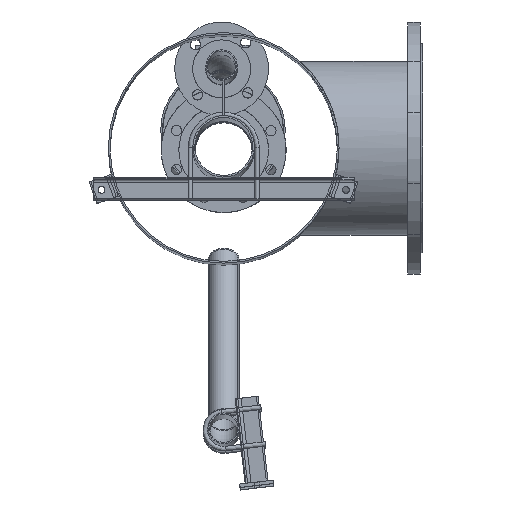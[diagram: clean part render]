
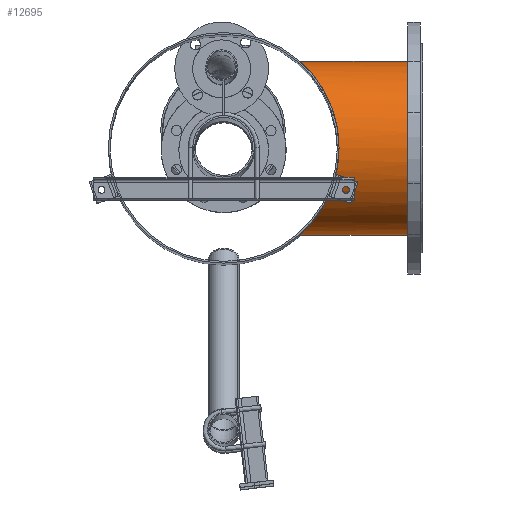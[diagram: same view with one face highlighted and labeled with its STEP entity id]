
A CAD part, top view. The second image highlights one B-rep face of the part: STEP entity #12695.
In plain terms, the highlighted cylindrical face has radius 153 mm (diameter 306 mm), a full revolution.
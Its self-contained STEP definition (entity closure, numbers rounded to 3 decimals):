
#1105=CIRCLE('',#13911,153.);
#2244=ORIENTED_EDGE('',*,*,#4964,.T.);
#2245=ORIENTED_EDGE('',*,*,#4965,.T.);
#4964=EDGE_CURVE('',#6327,#6327,#1105,.T.);
#4965=EDGE_CURVE('',#6328,#6328,#7602,.T.);
#6327=VERTEX_POINT('',#20494);
#6328=VERTEX_POINT('',#20576);
#7602=B_SPLINE_CURVE_WITH_KNOTS('',3,(#20495,#20496,#20497,#20498,#20499,
#20500,#20501,#20502,#20503,#20504,#20505,#20506,#20507,#20508,#20509,#20510,
#20511,#20512,#20513,#20514,#20515,#20516,#20517,#20518,#20519,#20520,#20521,
#20522,#20523,#20524,#20525,#20526,#20527,#20528,#20529,#20530,#20531,#20532,
#20533,#20534,#20535,#20536,#20537,#20538,#20539,#20540,#20541,#20542,#20543,
#20544,#20545,#20546,#20547,#20548,#20549,#20550,#20551,#20552,#20553,#20554,
#20555,#20556,#20557,#20558,#20559,#20560,#20561,#20562,#20563,#20564,#20565,
#20566,#20567,#20568,#20569,#20570,#20571,#20572,#20573,#20574,#20575),
 .UNSPECIFIED.,.T.,.F.,(1,1,1,1,1,1,1,1,1,1,1,1,1,1,1,1,1,1,1,1,1,1,1,1,
1,1,1,1,1,1,1,1,1,1,1,1,1,1,1,1,1,1,1,1,1,1,1,1,1,1,1,1,1,1,1,1,1,1,1,1,
1,1,1,1,1,1,1,1,1,1,1,1,1,1,1,1,1,1,1,1,1,1,1,1,1),(-0.047,
-0.031,-0.016,0.,0.016,
0.031,0.039,0.047,0.063,
0.078,0.086,0.094,0.11,
0.125,0.133,0.141,0.157,
0.172,0.188,0.204,0.219,
0.227,0.235,0.243,0.25,
0.266,0.274,0.282,0.297,
0.313,0.329,0.344,0.36,
0.368,0.376,0.407,0.415,
0.423,0.438,0.454,0.462,
0.47,0.485,0.501,0.509,
0.517,0.532,0.548,0.564,
0.579,0.595,0.603,0.611,
0.626,0.642,0.657,0.673,0.689,
0.704,0.712,0.72,0.736,
0.744,0.751,0.767,0.775,
0.783,0.798,0.814,0.83,
0.845,0.861,0.877,0.892,
0.908,0.924,0.939,0.947,
0.955,0.971,0.986,1.002,1.018,
1.033,1.041),.UNSPECIFIED.);
#7624=EDGE_LOOP('',(#2244));
#7625=EDGE_LOOP('',(#2245));
#9955=FACE_BOUND('',#7624,.T.);
#9956=FACE_BOUND('',#7625,.T.);
#12276=CYLINDRICAL_SURFACE('',#13910,153.);
#12695=ADVANCED_FACE('',(#9955,#9956),#12276,.T.);
#13910=AXIS2_PLACEMENT_3D('',#20492,#15954,#15955);
#13911=AXIS2_PLACEMENT_3D('',#20493,#15956,#15957);
#15954=DIRECTION('',(-1.,0.,0.));
#15955=DIRECTION('',(0.,0.,1.));
#15956=DIRECTION('',(-1.,0.,0.));
#15957=DIRECTION('',(0.,1.,0.));
#20492=CARTESIAN_POINT('',(350.,0.,0.));
#20493=CARTESIAN_POINT('',(350.,0.,0.));
#20494=CARTESIAN_POINT('',(350.,153.,0.));
#20495=CARTESIAN_POINT('',(202.578,15.992,152.441));
#20496=CARTESIAN_POINT('',(203.209,-0.05,153.277));
#20497=CARTESIAN_POINT('',(202.585,-15.79,152.45));
#20498=CARTESIAN_POINT('',(201.09,-28.596,150.459));
#20499=CARTESIAN_POINT('',(199.334,-38.661,148.103));
#20500=CARTESIAN_POINT('',(197.2,-48.645,145.223));
#20501=CARTESIAN_POINT('',(193.937,-60.562,140.773));
#20502=CARTESIAN_POINT('',(189.99,-71.767,135.283));
#20503=CARTESIAN_POINT('',(186.47,-80.336,130.283));
#20504=CARTESIAN_POINT('',(182.723,-88.638,124.879));
#20505=CARTESIAN_POINT('',(177.761,-98.302,117.538));
#20506=CARTESIAN_POINT('',(172.507,-107.136,109.412));
#20507=CARTESIAN_POINT('',(168.19,-113.72,102.441));
#20508=CARTESIAN_POINT('',(163.812,-119.997,95.132));
#20509=CARTESIAN_POINT('',(158.388,-127.111,85.556));
#20510=CARTESIAN_POINT('',(152.095,-134.552,73.304));
#20511=CARTESIAN_POINT('',(146.209,-140.903,60.236));
#20512=CARTESIAN_POINT('',(140.948,-146.141,46.132));
#20513=CARTESIAN_POINT('',(137.504,-149.35,33.899));
#20514=CARTESIAN_POINT('',(135.448,-151.208,23.777));
#20515=CARTESIAN_POINT('',(134.293,-152.233,15.964));
#20516=CARTESIAN_POINT('',(133.585,-152.853,8.095));
#20517=CARTESIAN_POINT('',(133.259,-153.137,-2.355));
#20518=CARTESIAN_POINT('',(133.85,-152.624,-12.765));
#20519=CARTESIAN_POINT('',(135.345,-151.3,-23.19));
#20520=CARTESIAN_POINT('',(137.38,-149.464,-33.403));
#20521=CARTESIAN_POINT('',(140.796,-146.286,-45.669));
#20522=CARTESIAN_POINT('',(146.031,-141.087,-59.805));
#20523=CARTESIAN_POINT('',(151.915,-134.756,-72.932));
#20524=CARTESIAN_POINT('',(158.208,-127.334,-85.225));
#20525=CARTESIAN_POINT('',(163.642,-120.229,-94.839));
#20526=CARTESIAN_POINT('',(168.024,-113.966,-102.167));
#20527=CARTESIAN_POINT('',(174.494,-104.128,-112.633));
#20528=CARTESIAN_POINT('',(180.675,-93.117,-121.916));
#20529=CARTESIAN_POINT('',(186.268,-80.802,-129.994));
#20530=CARTESIAN_POINT('',(189.832,-72.191,-135.06));
#20531=CARTESIAN_POINT('',(193.812,-60.961,-140.601));
#20532=CARTESIAN_POINT('',(197.083,-49.105,-145.064));
#20533=CARTESIAN_POINT('',(199.224,-39.223,-147.956));
#20534=CARTESIAN_POINT('',(201.031,-29.029,-150.381));
#20535=CARTESIAN_POINT('',(202.554,-16.177,-152.408));
#20536=CARTESIAN_POINT('',(203.094,-3.158,-153.124));
#20537=CARTESIAN_POINT('',(202.919,7.35,-152.892));
#20538=CARTESIAN_POINT('',(202.326,17.944,-152.105));
#20539=CARTESIAN_POINT('',(200.841,30.829,-150.128));
#20540=CARTESIAN_POINT('',(197.957,45.813,-146.254));
#20541=CARTESIAN_POINT('',(194.018,60.314,-140.886));
#20542=CARTESIAN_POINT('',(189.285,73.793,-134.302));
#20543=CARTESIAN_POINT('',(184.75,84.332,-127.827));
#20544=CARTESIAN_POINT('',(180.828,92.329,-122.075));
#20545=CARTESIAN_POINT('',(176.787,99.935,-116.03));
#20546=CARTESIAN_POINT('',(171.53,108.786,-107.904));
#20547=CARTESIAN_POINT('',(165.012,118.417,-97.242));
#20548=CARTESIAN_POINT('',(158.428,127.064,-85.633));
#20549=CARTESIAN_POINT('',(152.125,134.518,-73.367));
#20550=CARTESIAN_POINT('',(146.247,140.862,-60.319));
#20551=CARTESIAN_POINT('',(141.896,145.199,-48.698));
#20552=CARTESIAN_POINT('',(138.907,148.042,-38.886));
#20553=CARTESIAN_POINT('',(136.368,150.391,-28.937));
#20554=CARTESIAN_POINT('',(134.548,152.01,-18.726));
#20555=CARTESIAN_POINT('',(133.587,152.852,-8.161));
#20556=CARTESIAN_POINT('',(133.256,153.14,2.43));
#20557=CARTESIAN_POINT('',(133.864,152.612,12.878));
#20558=CARTESIAN_POINT('',(135.35,151.296,23.218));
#20559=CARTESIAN_POINT('',(137.404,149.443,33.514));
#20560=CARTESIAN_POINT('',(140.841,146.241,45.794));
#20561=CARTESIAN_POINT('',(146.005,141.114,59.743));
#20562=CARTESIAN_POINT('',(151.974,134.691,73.064));
#20563=CARTESIAN_POINT('',(158.299,127.221,85.392));
#20564=CARTESIAN_POINT('',(164.792,118.717,96.866));
#20565=CARTESIAN_POINT('',(171.298,109.154,107.537));
#20566=CARTESIAN_POINT('',(177.694,98.428,117.438));
#20567=CARTESIAN_POINT('',(183.631,86.875,126.223));
#20568=CARTESIAN_POINT('',(189.043,74.404,133.962));
#20569=CARTESIAN_POINT('',(193.014,63.22,139.491));
#20570=CARTESIAN_POINT('',(195.816,53.7,143.336));
#20571=CARTESIAN_POINT('',(198.287,43.992,146.696));
#20572=CARTESIAN_POINT('',(200.733,31.531,149.985));
#20573=CARTESIAN_POINT('',(202.578,15.992,152.441));
#20574=CARTESIAN_POINT('',(203.209,-0.05,153.277));
#20575=CARTESIAN_POINT('',(202.585,-15.79,152.45));
#20576=CARTESIAN_POINT('',(203.,0.,153.));
